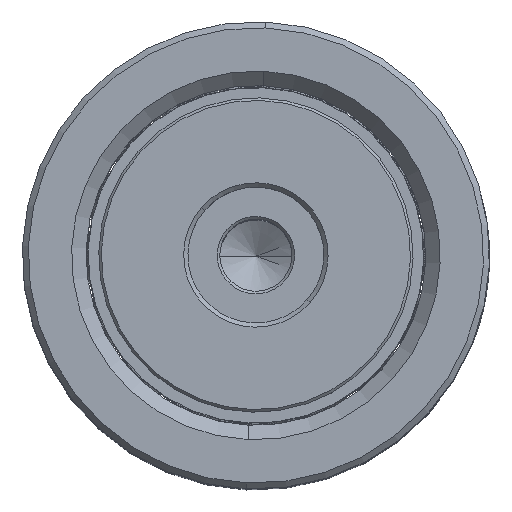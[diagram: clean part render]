
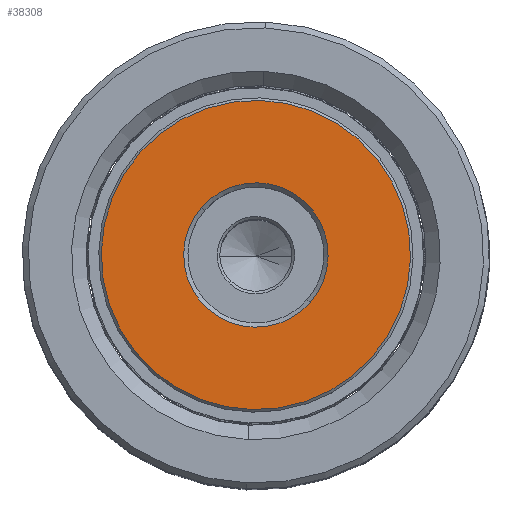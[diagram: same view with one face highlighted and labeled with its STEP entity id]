
A CAD part, top view. The second image highlights one B-rep face of the part: STEP entity #38308.
In plain terms, the highlighted face is planar.
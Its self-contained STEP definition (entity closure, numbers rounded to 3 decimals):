
#628 = VERTEX_POINT ( 'NONE', #2509 ) ;
#1414 = DIRECTION ( 'NONE',  ( 0., 0., -1. ) ) ;
#1543 = ORIENTED_EDGE ( 'NONE', *, *, #18613, .T. ) ;
#1562 = CIRCLE ( 'NONE', #3420, 8.5 ) ;
#2415 = FACE_OUTER_BOUND ( 'NONE', #11859, .T. ) ;
#2509 = CARTESIAN_POINT ( 'NONE',  ( 8.5, 0., 0. ) ) ;
#3145 = AXIS2_PLACEMENT_3D ( 'NONE', #10930, #1414, #30205 ) ;
#3420 = AXIS2_PLACEMENT_3D ( 'NONE', #20064, #10337, #39555 ) ;
#3460 = EDGE_CURVE ( 'NONE', #26079, #11632, #15257, .T. ) ;
#3856 = ORIENTED_EDGE ( 'NONE', *, *, #34397, .T. ) ;
#4714 = DIRECTION ( 'NONE',  ( 0., 0., 1. ) ) ;
#6851 = CARTESIAN_POINT ( 'NONE',  ( 0., 0., 0. ) ) ;
#7466 = AXIS2_PLACEMENT_3D ( 'NONE', #30289, #4714, #8054 ) ;
#8054 = DIRECTION ( 'NONE',  ( 1., 0., 0. ) ) ;
#10061 = CARTESIAN_POINT ( 'NONE',  ( -18.2, 0., 0. ) ) ;
#10337 = DIRECTION ( 'NONE',  ( 0., 0., 1. ) ) ;
#10930 = CARTESIAN_POINT ( 'NONE',  ( 0., 0., 0. ) ) ;
#11632 = VERTEX_POINT ( 'NONE', #10061 ) ;
#11859 = EDGE_LOOP ( 'NONE', ( #36623, #19730 ) ) ;
#13173 = DIRECTION ( 'NONE',  ( 1., 0., 0. ) ) ;
#15257 = CIRCLE ( 'NONE', #27021, 18.2 ) ;
#18053 = CARTESIAN_POINT ( 'NONE',  ( 0., 0., 0. ) ) ;
#18296 = CARTESIAN_POINT ( 'NONE',  ( 18.2, 0., 0. ) ) ;
#18613 = EDGE_CURVE ( 'NONE', #41254, #628, #1562, .T. ) ;
#19730 = ORIENTED_EDGE ( 'NONE', *, *, #34076, .T. ) ;
#20064 = CARTESIAN_POINT ( 'NONE',  ( 0., 0., 0. ) ) ;
#22463 = DIRECTION ( 'NONE',  ( 0., 0., 1. ) ) ;
#22763 = CIRCLE ( 'NONE', #3145, 18.2 ) ;
#23725 = CIRCLE ( 'NONE', #7466, 8.5 ) ;
#24493 = DIRECTION ( 'NONE',  ( 0., 0., -1. ) ) ;
#26079 = VERTEX_POINT ( 'NONE', #18296 ) ;
#27021 = AXIS2_PLACEMENT_3D ( 'NONE', #18053, #24493, #27686 ) ;
#27686 = DIRECTION ( 'NONE',  ( 1., 0., 0. ) ) ;
#30205 = DIRECTION ( 'NONE',  ( 1., 0., 0. ) ) ;
#30289 = CARTESIAN_POINT ( 'NONE',  ( 0., 0., 0. ) ) ;
#31853 = AXIS2_PLACEMENT_3D ( 'NONE', #6851, #22463, #13173 ) ;
#33233 = CARTESIAN_POINT ( 'NONE',  ( -8.5, 0., 0. ) ) ;
#34076 = EDGE_CURVE ( 'NONE', #11632, #26079, #22763, .T. ) ;
#34089 = EDGE_LOOP ( 'NONE', ( #1543, #3856 ) ) ;
#34397 = EDGE_CURVE ( 'NONE', #628, #41254, #23725, .T. ) ;
#35361 = PLANE ( 'NONE',  #31853 ) ;
#36623 = ORIENTED_EDGE ( 'NONE', *, *, #3460, .T. ) ;
#38308 = ADVANCED_FACE ( 'NONE', ( #2415, #39962 ), #35361, .F. ) ;
#39555 = DIRECTION ( 'NONE',  ( 1., 0., 0. ) ) ;
#39962 = FACE_BOUND ( 'NONE', #34089, .T. ) ;
#41254 = VERTEX_POINT ( 'NONE', #33233 ) ;
